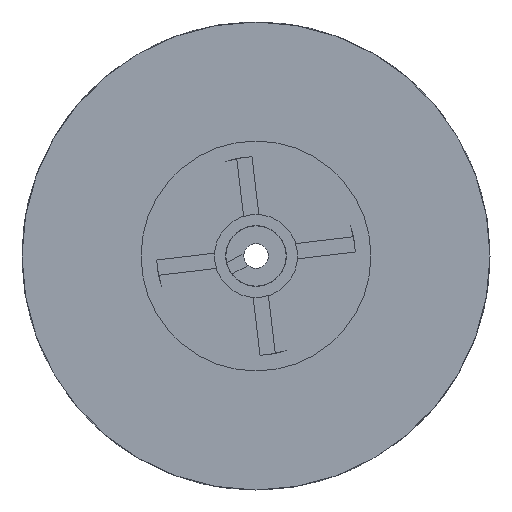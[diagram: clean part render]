
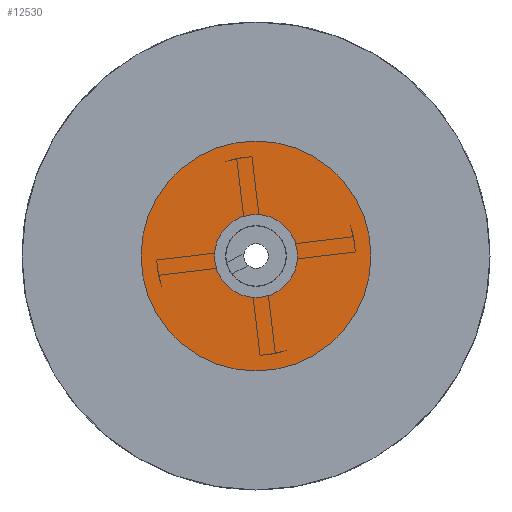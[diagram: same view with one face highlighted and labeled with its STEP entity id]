
A CAD part, front view. The second image highlights one B-rep face of the part: STEP entity #12530.
In plain terms, the highlighted planar face has unit normal (0, -1, 0).
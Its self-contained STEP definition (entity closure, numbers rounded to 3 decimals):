
#477 = DIRECTION ( 'NONE',  ( 0., 0., 1. ) ) ;
#1533 = CARTESIAN_POINT ( 'NONE',  ( 0., -12.7, 6.879 ) ) ;
#1751 = CIRCLE ( 'NONE', #18375, 19.05 ) ;
#2656 = DIRECTION ( 'NONE',  ( 0., 1., 0. ) ) ;
#2785 = VERTEX_POINT ( 'NONE', #1533 ) ;
#3856 = CARTESIAN_POINT ( 'NONE',  ( 0., -12.7, 0. ) ) ;
#4004 = CARTESIAN_POINT ( 'NONE',  ( 0., -12.7, -19.05 ) ) ;
#5613 = DIRECTION ( 'NONE',  ( 0., 1., 0. ) ) ;
#7211 = DIRECTION ( 'NONE',  ( 0., 0., 1. ) ) ;
#7213 = ORIENTED_EDGE ( 'NONE', *, *, #7502, .F. ) ;
#7502 = EDGE_CURVE ( 'NONE', #26807, #10452, #12022, .T. ) ;
#7674 = VERTEX_POINT ( 'NONE', #11411 ) ;
#9448 = FACE_OUTER_BOUND ( 'NONE', #22937, .T. ) ;
#9831 = CIRCLE ( 'NONE', #25479, 6.879 ) ;
#10452 = VERTEX_POINT ( 'NONE', #4004 ) ;
#10454 = AXIS2_PLACEMENT_3D ( 'NONE', #15830, #24876, #7211 ) ;
#10927 = EDGE_LOOP ( 'NONE', ( #11681, #16366 ) ) ;
#11411 = CARTESIAN_POINT ( 'NONE',  ( 0., -12.7, -6.879 ) ) ;
#11632 = DIRECTION ( 'NONE',  ( 0., 1., 0. ) ) ;
#11681 = ORIENTED_EDGE ( 'NONE', *, *, #20459, .T. ) ;
#12022 = CIRCLE ( 'NONE', #22453, 19.05 ) ;
#12530 = ADVANCED_FACE ( 'NONE', ( #9448, #18497 ), #20718, .F. ) ;
#12933 = DIRECTION ( 'NONE',  ( 0., 1., 0. ) ) ;
#14685 = DIRECTION ( 'NONE',  ( 0., 0., 1. ) ) ;
#14719 = ORIENTED_EDGE ( 'NONE', *, *, #20873, .F. ) ;
#15830 = CARTESIAN_POINT ( 'NONE',  ( 0., -12.7, 0. ) ) ;
#16085 = CARTESIAN_POINT ( 'NONE',  ( 0., -12.7, 0. ) ) ;
#16366 = ORIENTED_EDGE ( 'NONE', *, *, #17875, .T. ) ;
#16433 = AXIS2_PLACEMENT_3D ( 'NONE', #16927, #5613, #14685 ) ;
#16927 = CARTESIAN_POINT ( 'NONE',  ( 0., -12.7, 0. ) ) ;
#17875 = EDGE_CURVE ( 'NONE', #7674, #2785, #24950, .T. ) ;
#18375 = AXIS2_PLACEMENT_3D ( 'NONE', #22880, #2656, #25391 ) ;
#18497 = FACE_BOUND ( 'NONE', #10927, .T. ) ;
#20459 = EDGE_CURVE ( 'NONE', #2785, #7674, #9831, .T. ) ;
#20718 = PLANE ( 'NONE',  #10454 ) ;
#20873 = EDGE_CURVE ( 'NONE', #10452, #26807, #1751, .T. ) ;
#21975 = DIRECTION ( 'NONE',  ( 0., 0., 1. ) ) ;
#22453 = AXIS2_PLACEMENT_3D ( 'NONE', #3856, #12933, #21975 ) ;
#22880 = CARTESIAN_POINT ( 'NONE',  ( 0., -12.7, 0. ) ) ;
#22937 = EDGE_LOOP ( 'NONE', ( #7213, #14719 ) ) ;
#23179 = CARTESIAN_POINT ( 'NONE',  ( 0., -12.7, 19.05 ) ) ;
#24876 = DIRECTION ( 'NONE',  ( 0., 1., 0. ) ) ;
#24950 = CIRCLE ( 'NONE', #16433, 6.879 ) ;
#25391 = DIRECTION ( 'NONE',  ( 0., 0., 1. ) ) ;
#25479 = AXIS2_PLACEMENT_3D ( 'NONE', #16085, #11632, #477 ) ;
#26807 = VERTEX_POINT ( 'NONE', #23179 ) ;
